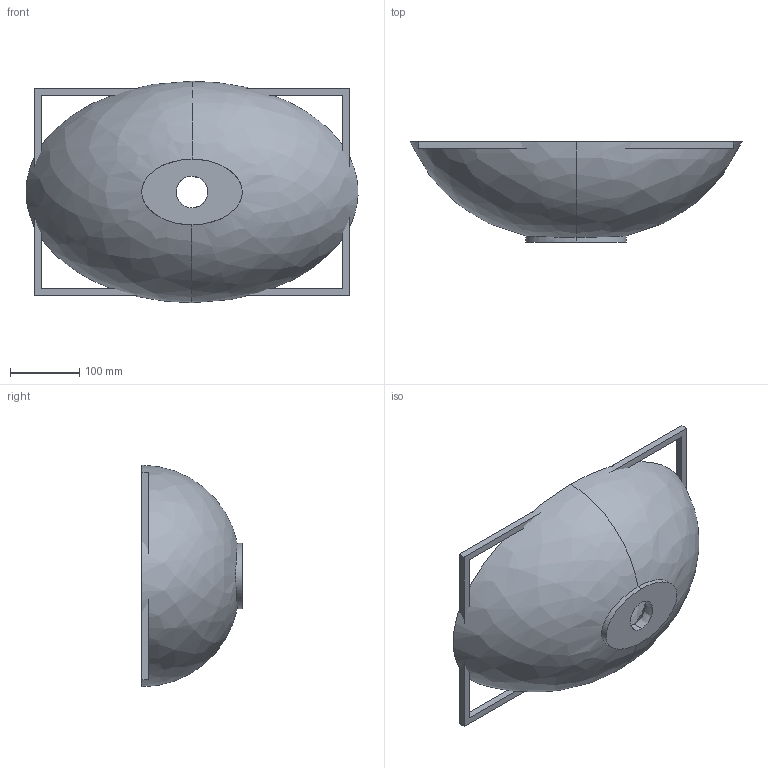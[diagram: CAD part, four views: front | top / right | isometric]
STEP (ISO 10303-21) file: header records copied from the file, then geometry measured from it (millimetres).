
FILE_DESCRIPTION (( 'STEP AP214' ), '1' );
FILE_NAME ('D833-5 Epona klein.STEP', '2018-04-12T14:15:20', ( '' ), ( '' ), 'SwSTEP 2.0', 'SolidWorks 2017', '' );
FILE_SCHEMA (( 'AUTOMOTIVE_DESIGN' ));
Length unit declared in the file: millimetre
Products named in the file (1): D833-5 Epona klein
Bounding box: 479.79 x 145 x 320 mm (x, y, z)
Volume: 3679133.5 mm3; surface area: 435150.5 mm2
Topology: 2 solids, 2 shells, 22 faces, 48 edges, 30 vertices
Faces by surface type: plane 12, bspline 10
Entity records: 3129 total; most frequent: CARTESIAN_POINT 2673, ORIENTED_EDGE 96, DIRECTION 50, EDGE_CURVE 48, VERTEX_POINT 30, EDGE_LOOP 26, B_SPLINE_CURVE_WITH_KNOTS 24, VECTOR 24
